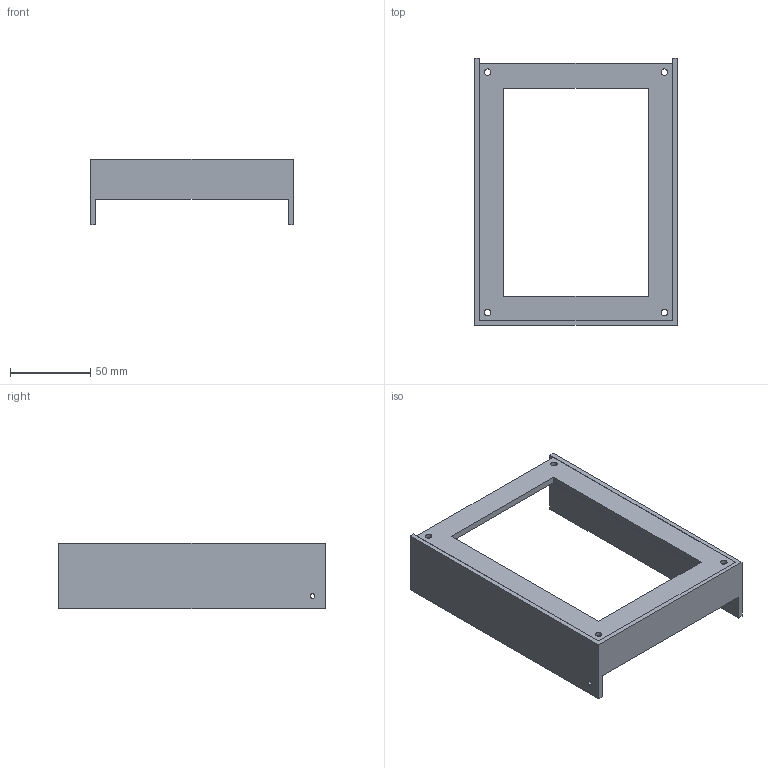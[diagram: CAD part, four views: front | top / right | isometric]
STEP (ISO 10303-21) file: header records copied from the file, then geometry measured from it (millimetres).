
FILE_DESCRIPTION(/* description */ (''),/* implementation_level */ '2;1');
FILE_NAME(/* name */ 'Controller Box-Rahmen.step',/* time_stamp */ '2024-02-15T19:14:43+01:00',/* author */ (''),/* organization */ (''),/* preprocessor_version */ 'ST-DEVELOPER v20',/* originating_system */ 'Autodesk Translation Framework v12.20.1.177',/* authorisation */ '');
FILE_SCHEMA (('AUTOMOTIVE_DESIGN { 1 0 10303 214 3 1 1 }'));
Length unit declared in the file: millimetre
Products named in the file (1): Controller Box-Rahmen
Bounding box: 126 x 166 x 41 mm (x, y, z)
Volume: 79864.2 mm3; surface area: 55631.1 mm2
Topology: 2 solids, 2 shells, 38 faces, 98 edges, 64 vertices
Faces by surface type: plane 27, cylinder 7, cone 4
Full cylindrical faces by diameter (mm): 2.8 x2, 4 x4, 4.2 x1
Entity records: 1219 total; most frequent: CARTESIAN_POINT 201, ORIENTED_EDGE 196, DIRECTION 194, EDGE_CURVE 98, LINE 80, VECTOR 80, VERTEX_POINT 64, AXIS2_PLACEMENT_3D 57
